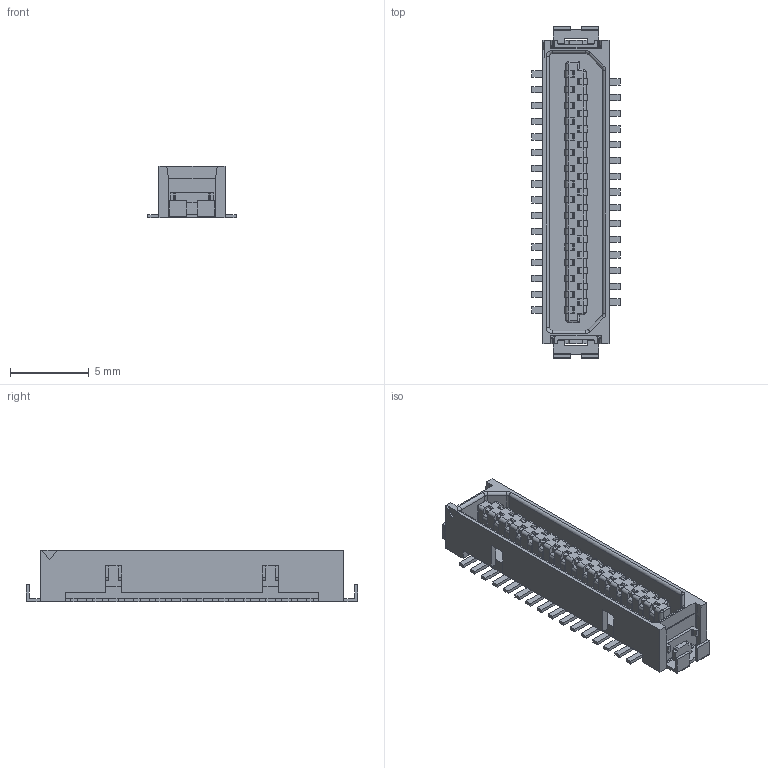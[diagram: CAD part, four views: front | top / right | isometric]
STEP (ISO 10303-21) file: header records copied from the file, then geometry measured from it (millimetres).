
FILE_DESCRIPTION(('OneSpaceDesigner STEP Export'),'2;1');
FILE_NAME('DF9B-31P-1V.stp','2008-03-25T15:56:13',(''),(''),'OneSpace Designer STEP processor for AP203 (Solid Model)','OneSpace Designer 13.00 26-Oct-2004 (C) CoCreate Software GmbH','');
FILE_SCHEMA(('CONFIG_CONTROL_DESIGN'));
Length unit declared in the file: millimetre
Products named in the file (2): p2; DF9B-31P-1V.stp
Assembly tree (1 placements, depth 2):
  DF9B-31P-1V.stp
    p2
Bounding box: 5.6 x 21.1 x 3.3 mm (x, y, z)
Volume: 165.2 mm3; surface area: 584.8 mm2
Topology: 1 solids, 1 shells, 1031 faces, 2838 edges, 1832 vertices
Faces by surface type: plane 704, cylinder 313, bspline 8, torus 6
Entity records: 30790 total; most frequent: CARTESIAN_POINT 5774, ORIENTED_EDGE 5672, DIRECTION 4574, EDGE_CURVE 2836, VECTOR 2124, LINE 2124, VERTEX_POINT 1832, AXIS2_PLACEMENT_3D 1225
